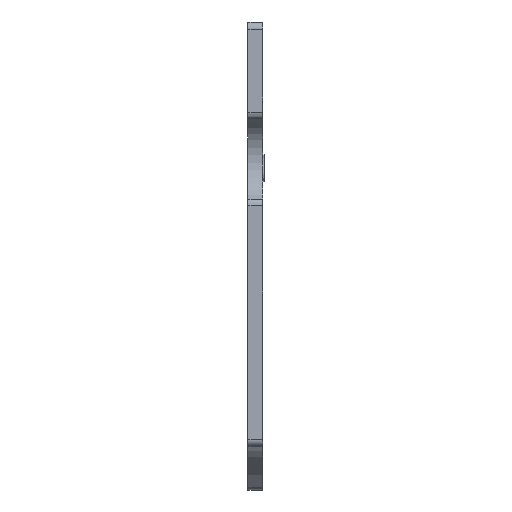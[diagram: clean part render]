
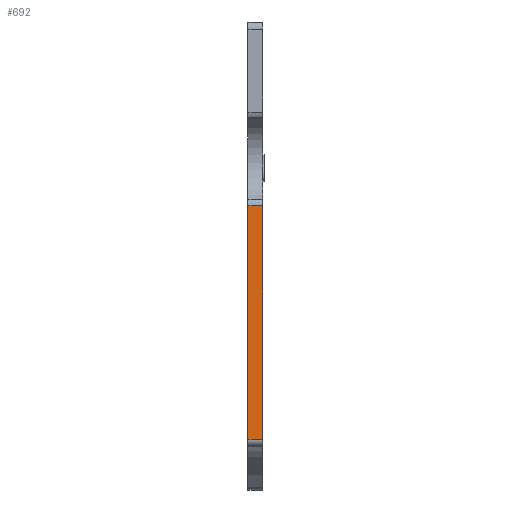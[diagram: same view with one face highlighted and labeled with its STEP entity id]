
A CAD part, left-side view. The second image highlights one B-rep face of the part: STEP entity #692.
In plain terms, the highlighted planar face has unit normal (-1, 0, 0).
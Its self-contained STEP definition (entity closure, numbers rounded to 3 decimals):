
#24 = VERTEX_POINT('',#25);
#25 = CARTESIAN_POINT('',(878.,30.,-402.428));
#33 = PLANE('',#34);
#34 = AXIS2_PLACEMENT_3D('',#35,#36,#37);
#35 = CARTESIAN_POINT('',(868.,30.,-480.5));
#36 = DIRECTION('',(0.,1.,0.));
#37 = DIRECTION('',(0.,0.,1.));
#45 = CYLINDRICAL_SURFACE('',#46,5.);
#46 = AXIS2_PLACEMENT_3D('',#47,#48,#49);
#47 = CARTESIAN_POINT('',(883.,30.,-402.428));
#48 = DIRECTION('',(0.,1.,0.));
#49 = DIRECTION('',(0.,0.,1.));
#562 = VERTEX_POINT('',#563);
#563 = CARTESIAN_POINT('',(878.,30.,-244.623));
#578 = CYLINDRICAL_SURFACE('',#579,5.);
#579 = AXIS2_PLACEMENT_3D('',#580,#581,#582);
#580 = CARTESIAN_POINT('',(883.,30.,-244.623));
#581 = DIRECTION('',(0.,1.,0.));
#582 = DIRECTION('',(0.,0.,1.));
#590 = EDGE_CURVE('',#24,#562,#591,.T.);
#591 = SURFACE_CURVE('',#592,(#596,#603),.PCURVE_S1.);
#592 = LINE('',#593,#594);
#593 = CARTESIAN_POINT('',(878.,30.,-402.428));
#594 = VECTOR('',#595,1.);
#595 = DIRECTION('',(0.,0.,1.));
#596 = PCURVE('',#33,#597);
#597 = DEFINITIONAL_REPRESENTATION('',(#598),#602);
#598 = LINE('',#599,#600);
#599 = CARTESIAN_POINT('',(78.072,10.));
#600 = VECTOR('',#601,1.);
#601 = DIRECTION('',(1.,0.));
#602 = ( GEOMETRIC_REPRESENTATION_CONTEXT(2) 
PARAMETRIC_REPRESENTATION_CONTEXT() REPRESENTATION_CONTEXT('2D SPACE',''
  ) );
#603 = PCURVE('',#604,#609);
#604 = PLANE('',#605);
#605 = AXIS2_PLACEMENT_3D('',#606,#607,#608);
#606 = CARTESIAN_POINT('',(878.,30.,-402.428));
#607 = DIRECTION('',(-1.,0.,0.));
#608 = DIRECTION('',(0.,0.,1.));
#609 = DEFINITIONAL_REPRESENTATION('',(#610),#614);
#610 = LINE('',#611,#612);
#611 = CARTESIAN_POINT('',(0.,0.));
#612 = VECTOR('',#613,1.);
#613 = DIRECTION('',(1.,0.));
#614 = ( GEOMETRIC_REPRESENTATION_CONTEXT(2) 
PARAMETRIC_REPRESENTATION_CONTEXT() REPRESENTATION_CONTEXT('2D SPACE',''
  ) );
#643 = VERTEX_POINT('',#644);
#644 = CARTESIAN_POINT('',(878.,20.,-402.428));
#659 = PLANE('',#660);
#660 = AXIS2_PLACEMENT_3D('',#661,#662,#663);
#661 = CARTESIAN_POINT('',(868.,20.,-480.5));
#662 = DIRECTION('',(0.,1.,0.));
#663 = DIRECTION('',(0.,0.,1.));
#671 = EDGE_CURVE('',#24,#643,#672,.T.);
#672 = SURFACE_CURVE('',#673,(#677,#684),.PCURVE_S1.);
#673 = LINE('',#674,#675);
#674 = CARTESIAN_POINT('',(878.,30.,-402.428));
#675 = VECTOR('',#676,1.);
#676 = DIRECTION('',(0.,-1.,0.));
#677 = PCURVE('',#45,#678);
#678 = DEFINITIONAL_REPRESENTATION('',(#679),#683);
#679 = LINE('',#680,#681);
#680 = CARTESIAN_POINT('',(4.712,0.));
#681 = VECTOR('',#682,1.);
#682 = DIRECTION('',(0.,-1.));
#683 = ( GEOMETRIC_REPRESENTATION_CONTEXT(2) 
PARAMETRIC_REPRESENTATION_CONTEXT() REPRESENTATION_CONTEXT('2D SPACE',''
  ) );
#684 = PCURVE('',#604,#685);
#685 = DEFINITIONAL_REPRESENTATION('',(#686),#690);
#686 = LINE('',#687,#688);
#687 = CARTESIAN_POINT('',(0.,0.));
#688 = VECTOR('',#689,1.);
#689 = DIRECTION('',(0.,-1.));
#690 = ( GEOMETRIC_REPRESENTATION_CONTEXT(2) 
PARAMETRIC_REPRESENTATION_CONTEXT() REPRESENTATION_CONTEXT('2D SPACE',''
  ) );
#692 = ADVANCED_FACE('',(#693),#604,.T.);
#693 = FACE_BOUND('',#694,.F.);
#694 = EDGE_LOOP('',(#695,#696,#719,#740));
#695 = ORIENTED_EDGE('',*,*,#590,.T.);
#696 = ORIENTED_EDGE('',*,*,#697,.T.);
#697 = EDGE_CURVE('',#562,#698,#700,.T.);
#698 = VERTEX_POINT('',#699);
#699 = CARTESIAN_POINT('',(878.,20.,-244.623));
#700 = SURFACE_CURVE('',#701,(#705,#712),.PCURVE_S1.);
#701 = LINE('',#702,#703);
#702 = CARTESIAN_POINT('',(878.,30.,-244.623));
#703 = VECTOR('',#704,1.);
#704 = DIRECTION('',(0.,-1.,0.));
#705 = PCURVE('',#604,#706);
#706 = DEFINITIONAL_REPRESENTATION('',(#707),#711);
#707 = LINE('',#708,#709);
#708 = CARTESIAN_POINT('',(157.805,0.));
#709 = VECTOR('',#710,1.);
#710 = DIRECTION('',(0.,-1.));
#711 = ( GEOMETRIC_REPRESENTATION_CONTEXT(2) 
PARAMETRIC_REPRESENTATION_CONTEXT() REPRESENTATION_CONTEXT('2D SPACE',''
  ) );
#712 = PCURVE('',#578,#713);
#713 = DEFINITIONAL_REPRESENTATION('',(#714),#718);
#714 = LINE('',#715,#716);
#715 = CARTESIAN_POINT('',(4.712,0.));
#716 = VECTOR('',#717,1.);
#717 = DIRECTION('',(0.,-1.));
#718 = ( GEOMETRIC_REPRESENTATION_CONTEXT(2) 
PARAMETRIC_REPRESENTATION_CONTEXT() REPRESENTATION_CONTEXT('2D SPACE',''
  ) );
#719 = ORIENTED_EDGE('',*,*,#720,.F.);
#720 = EDGE_CURVE('',#643,#698,#721,.T.);
#721 = SURFACE_CURVE('',#722,(#726,#733),.PCURVE_S1.);
#722 = LINE('',#723,#724);
#723 = CARTESIAN_POINT('',(878.,20.,-402.428));
#724 = VECTOR('',#725,1.);
#725 = DIRECTION('',(0.,0.,1.));
#726 = PCURVE('',#604,#727);
#727 = DEFINITIONAL_REPRESENTATION('',(#728),#732);
#728 = LINE('',#729,#730);
#729 = CARTESIAN_POINT('',(0.,-10.));
#730 = VECTOR('',#731,1.);
#731 = DIRECTION('',(1.,0.));
#732 = ( GEOMETRIC_REPRESENTATION_CONTEXT(2) 
PARAMETRIC_REPRESENTATION_CONTEXT() REPRESENTATION_CONTEXT('2D SPACE',''
  ) );
#733 = PCURVE('',#659,#734);
#734 = DEFINITIONAL_REPRESENTATION('',(#735),#739);
#735 = LINE('',#736,#737);
#736 = CARTESIAN_POINT('',(78.072,10.));
#737 = VECTOR('',#738,1.);
#738 = DIRECTION('',(1.,0.));
#739 = ( GEOMETRIC_REPRESENTATION_CONTEXT(2) 
PARAMETRIC_REPRESENTATION_CONTEXT() REPRESENTATION_CONTEXT('2D SPACE',''
  ) );
#740 = ORIENTED_EDGE('',*,*,#671,.F.);
